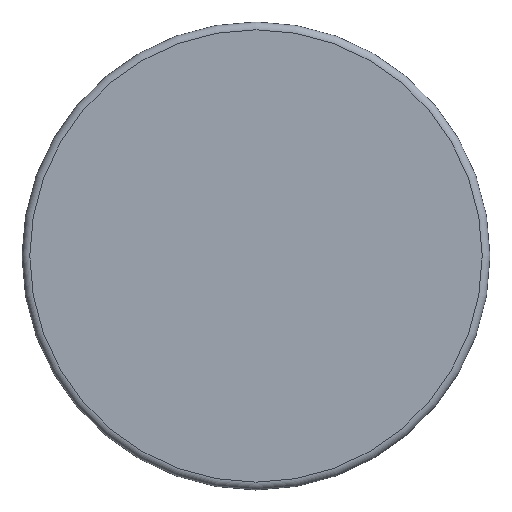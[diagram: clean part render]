
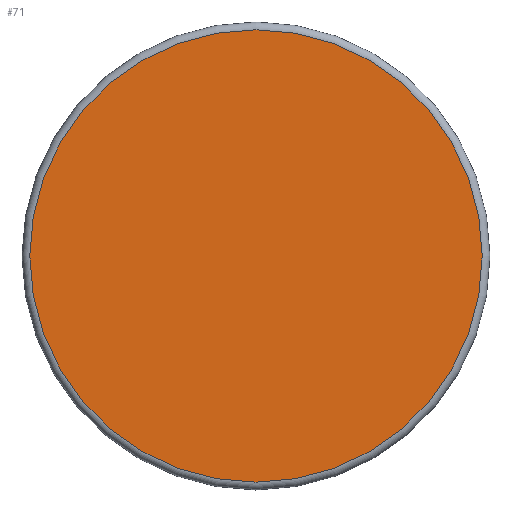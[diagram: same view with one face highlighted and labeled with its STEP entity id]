
A CAD part, top view. The second image highlights one B-rep face of the part: STEP entity #71.
In plain terms, the highlighted planar face has unit normal (0, 0, 1).
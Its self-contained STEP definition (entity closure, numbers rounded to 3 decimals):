
#71 = ADVANCED_FACE( '', ( #151 ), #152, .F. );
#151 = FACE_OUTER_BOUND( '', #224, .T. );
#152 = PLANE( '', #225 );
#224 = EDGE_LOOP( '', ( #321 ) );
#225 = AXIS2_PLACEMENT_3D( '', #322, #323, #324 );
#321 = ORIENTED_EDGE( '', *, *, #352, .T. );
#322 = CARTESIAN_POINT( '', ( 60., 0., 33.5 ) );
#323 = DIRECTION( '', ( 0., 0., -1. ) );
#324 = DIRECTION( '', ( -1., 0., 0. ) );
#352 = EDGE_CURVE( '', #398, #398, #399, .F. );
#398 = VERTEX_POINT( '', #447 );
#399 = CIRCLE( '', #448, 58. );
#447 = CARTESIAN_POINT( '', ( -58., 0., 33.5 ) );
#448 = AXIS2_PLACEMENT_3D( '', #501, #502, #503 );
#501 = CARTESIAN_POINT( '', ( 0., 0., 33.5 ) );
#502 = DIRECTION( '', ( 0., 0., -1. ) );
#503 = DIRECTION( '', ( -1., 0., 0. ) );
